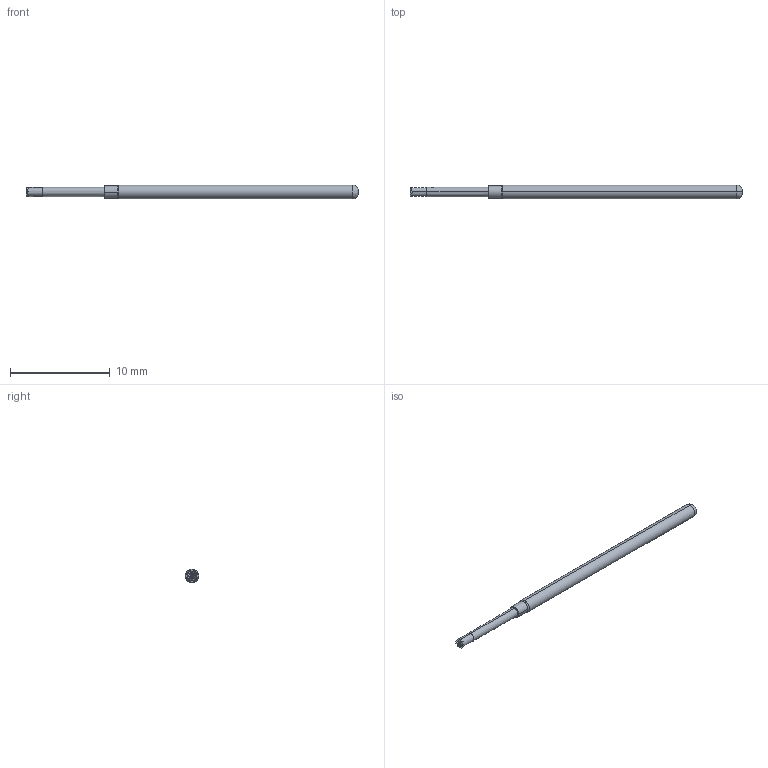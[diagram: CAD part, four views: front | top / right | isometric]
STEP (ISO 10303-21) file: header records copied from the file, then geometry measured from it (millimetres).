
FILE_DESCRIPTION (( 'STEP AP214' ), '1' );
FILE_NAME ('100-PRP2576_.STEP', '2016-05-27T14:09:35', ( 'spare' ), ( '' ), 'SwSTEP 2.0', 'SolidWorks 2016', '' );
FILE_SCHEMA (( 'AUTOMOTIVE_DESIGN' ));
Length unit declared in the file: inch
Products named in the file (1): 100-PRP2576_
Bounding box: 33.28 x 1.37 x 1.37 mm (x, y, z)
Volume: 41.9 mm3; surface area: 133.3 mm2
Topology: 1 solids, 1 shells, 56 faces, 144 edges, 91 vertices
Faces by surface type: bspline 20, cylinder 14, plane 12, cone 8, torus 2
Entity records: 2794 total; most frequent: CARTESIAN_POINT 864, ORIENTED_EDGE 288, DIRECTION 186, EDGE_CURVE 144, VERTEX_POINT 91, AXIS2_PLACEMENT_3D 87, B_SPLINE_CURVE_WITH_KNOTS 82, UNCERTAINTY_MEASURE_WITH_UNIT 59
